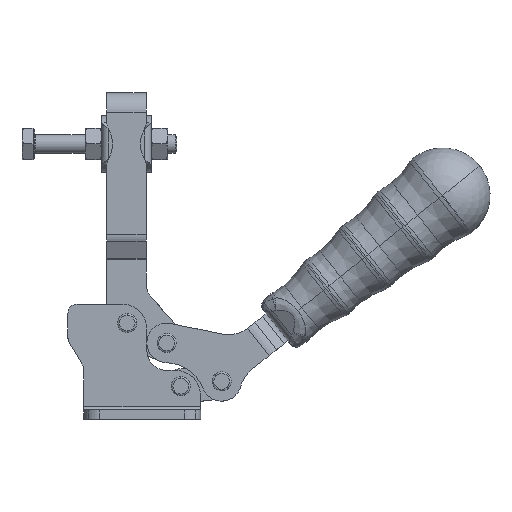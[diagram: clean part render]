
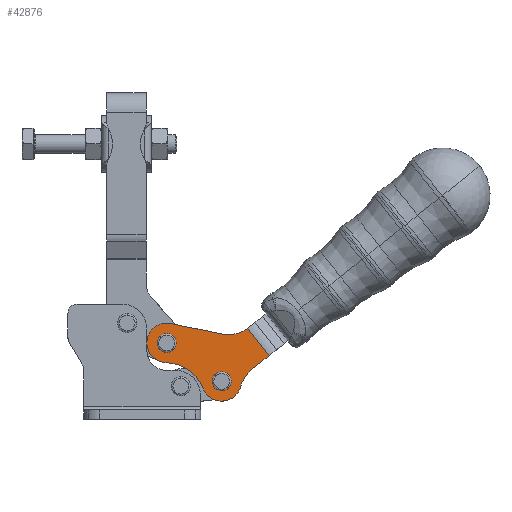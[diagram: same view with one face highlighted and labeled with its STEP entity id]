
A CAD part, front view. The second image highlights one B-rep face of the part: STEP entity #42876.
In plain terms, the highlighted free-form (B-spline) face has degree [1, 1] with [2, 2] control points.
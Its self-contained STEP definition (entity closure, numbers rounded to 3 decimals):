
#275=CARTESIAN_POINT('',(100.138,-74.78,-23.65));
#276=VERTEX_POINT('',#275);
#293=CARTESIAN_POINT('',(104.388,-74.78,-19.415));
#294=VERTEX_POINT('',#293);
#301=CARTESIAN_POINT('',(102.263,-74.78,-21.532));
#302=DIRECTION('',(0.,1.,0.));
#303=DIRECTION('',(-0.708,0.,-0.706));
#304=AXIS2_PLACEMENT_3D('',#301,#302,#303);
#305=CIRCLE('',#304,3.);
#306=EDGE_CURVE('',#276,#294,#305,.T.);
#884=CARTESIAN_POINT('',(82.726,-74.78,-11.468));
#885=VERTEX_POINT('',#884);
#902=CARTESIAN_POINT('',(86.977,-74.78,-7.233));
#903=VERTEX_POINT('',#902);
#910=CARTESIAN_POINT('',(84.851,-74.78,-9.35));
#911=DIRECTION('',(0.,1.,0.));
#912=DIRECTION('',(-0.708,0.,-0.706));
#913=AXIS2_PLACEMENT_3D('',#910,#911,#912);
#914=CIRCLE('',#913,3.0);
#915=EDGE_CURVE('',#885,#903,#914,.T.);
#4329=CARTESIAN_POINT('',(83.608,-74.78,-15.475));
#4330=VERTEX_POINT('',#4329);
#4346=CARTESIAN_POINT('',(84.69,-74.78,-15.598));
#4347=VERTEX_POINT('',#4346);
#4354=CARTESIAN_POINT('',(84.851,-74.78,-9.35));
#4355=DIRECTION('',(0.,-1.0,0.));
#4356=DIRECTION('',(0.199,0.,0.98));
#4357=AXIS2_PLACEMENT_3D('',#4354,#4355,#4356);
#4358=CIRCLE('',#4357,6.25);
#4359=EDGE_CURVE('',#4330,#4347,#4358,.T.);
#37140=CARTESIAN_POINT('',(117.302,-74.78,-13.395));
#37141=VERTEX_POINT('',#37140);
#37149=CARTESIAN_POINT('',(111.76,-74.78,-17.807));
#37150=VERTEX_POINT('',#37149);
#37151=CARTESIAN_POINT('',(111.76,-74.78,-17.807));
#37152=DIRECTION('',(0.782,0.0,0.623));
#37153=VECTOR('',#37152,7.084);
#37154=LINE('',#37151,#37153);
#37155=EDGE_CURVE('',#37150,#37141,#37154,.T.);
#42034=CARTESIAN_POINT('',(78.601,-74.78,-9.35));
#42035=VERTEX_POINT('',#42034);
#42036=CARTESIAN_POINT('',(84.851,-74.78,-9.35));
#42037=DIRECTION('',(0.,-1.0,0.));
#42038=DIRECTION('',(0.199,0.,0.98));
#42039=AXIS2_PLACEMENT_3D('',#42036,#42037,#42038);
#42040=CIRCLE('',#42039,6.25);
#42041=EDGE_CURVE('',#42035,#4330,#42040,.T.);
#42480=CARTESIAN_POINT('',(110.447,-74.78,-4.785));
#42481=VERTEX_POINT('',#42480);
#42538=CARTESIAN_POINT('',(110.447,-74.78,-4.785));
#42539=DIRECTION('',(0.623,0.0,-0.782));
#42540=VECTOR('',#42539,11.006);
#42541=LINE('',#42538,#42540);
#42542=EDGE_CURVE('',#42481,#37141,#42541,.T.);
#42611=CARTESIAN_POINT('',(108.311,-74.78,-23.109));
#42612=VERTEX_POINT('',#42611);
#42613=CARTESIAN_POINT('',(117.988,-74.78,-25.631));
#42614=DIRECTION('',(0.,1.0,0.));
#42615=DIRECTION('',(0.623,0.,-0.782));
#42616=AXIS2_PLACEMENT_3D('',#42613,#42614,#42615);
#42617=CIRCLE('',#42616,10.0);
#42618=EDGE_CURVE('',#42612,#37150,#42617,.T.);
#42657=CARTESIAN_POINT('',(96.449,-74.78,-23.825));
#42658=VERTEX_POINT('',#42657);
#42659=CARTESIAN_POINT('',(102.263,-74.78,-21.532));
#42660=DIRECTION('',(0.,-1.,0.));
#42661=DIRECTION('',(-0.93,0.,-0.367));
#42662=AXIS2_PLACEMENT_3D('',#42659,#42660,#42661);
#42663=CIRCLE('',#42662,6.25);
#42664=EDGE_CURVE('',#42658,#42612,#42663,.T.);
#42704=CARTESIAN_POINT('',(84.355,-74.78,-28.594));
#42705=DIRECTION('',(0.,1.,0.));
#42706=DIRECTION('',(-0.93,0.,-0.367));
#42707=AXIS2_PLACEMENT_3D('',#42704,#42705,#42706);
#42708=CIRCLE('',#42707,13.);
#42709=EDGE_CURVE('',#4347,#42658,#42708,.T.);
#42743=CARTESIAN_POINT('',(86.095,-74.78,-3.225));
#42744=VERTEX_POINT('',#42743);
#42745=CARTESIAN_POINT('',(84.851,-74.78,-9.35));
#42746=DIRECTION('',(0.,-1.0,0.));
#42747=DIRECTION('',(0.199,0.,0.98));
#42748=AXIS2_PLACEMENT_3D('',#42745,#42746,#42747);
#42749=CIRCLE('',#42748,6.25);
#42750=EDGE_CURVE('',#42744,#42035,#42749,.T.);
#42782=CARTESIAN_POINT('',(102.496,-74.78,-6.556));
#42783=VERTEX_POINT('',#42782);
#42784=CARTESIAN_POINT('',(102.496,-74.78,-6.556));
#42785=DIRECTION('',(-0.98,0.,0.199));
#42786=VECTOR('',#42785,16.736);
#42787=LINE('',#42784,#42786);
#42788=EDGE_CURVE('',#42783,#42744,#42787,.T.);
#42829=CARTESIAN_POINT('',(104.486,-74.78,3.244));
#42830=DIRECTION('',(0.,1.,0.));
#42831=DIRECTION('',(0.199,0.,0.98));
#42832=AXIS2_PLACEMENT_3D('',#42829,#42830,#42831);
#42833=CIRCLE('',#42832,10.);
#42834=EDGE_CURVE('',#42481,#42783,#42833,.T.);
#42839=CARTESIAN_POINT('',(66.575,-74.78,-12.674));
#42840=CARTESIAN_POINT('',(102.29,-74.78,15.757));
#42841=CARTESIAN_POINT('',(93.613,-74.78,-46.64));
#42842=CARTESIAN_POINT('',(129.328,-74.78,-18.208));
#42843=B_SPLINE_SURFACE_WITH_KNOTS('',1,1,((#42839,#42841),(#42840,#42842)),.UNSPECIFIED.,.F.,.F.,.U.,(2,2),(2,2),(0.0,45.65),(0.0,43.413),.UNSPECIFIED.);
#42844=ORIENTED_EDGE('',*,*,#42542,.F.);
#42845=ORIENTED_EDGE('',*,*,#42834,.T.);
#42846=ORIENTED_EDGE('',*,*,#42788,.T.);
#42847=ORIENTED_EDGE('',*,*,#42750,.T.);
#42848=ORIENTED_EDGE('',*,*,#42041,.T.);
#42849=ORIENTED_EDGE('',*,*,#4359,.T.);
#42850=ORIENTED_EDGE('',*,*,#42709,.T.);
#42851=ORIENTED_EDGE('',*,*,#42664,.T.);
#42852=ORIENTED_EDGE('',*,*,#42618,.T.);
#42853=ORIENTED_EDGE('',*,*,#37155,.T.);
#42854=EDGE_LOOP('',(#42844,#42845,#42846,#42847,#42848,#42849,#42850,#42851,#42852,#42853));
#42855=FACE_OUTER_BOUND('',#42854,.T.);
#42856=ORIENTED_EDGE('',*,*,#306,.T.);
#42857=CARTESIAN_POINT('',(102.263,-74.78,-21.532));
#42858=DIRECTION('',(0.,1.,0.));
#42859=DIRECTION('',(-0.708,0.,-0.706));
#42860=AXIS2_PLACEMENT_3D('',#42857,#42858,#42859);
#42861=CIRCLE('',#42860,3.);
#42862=EDGE_CURVE('',#294,#276,#42861,.T.);
#42863=ORIENTED_EDGE('',*,*,#42862,.T.);
#42864=EDGE_LOOP('',(#42856,#42863));
#42865=FACE_BOUND('',#42864,.T.);
#42866=ORIENTED_EDGE('',*,*,#915,.T.);
#42867=CARTESIAN_POINT('',(84.851,-74.78,-9.35));
#42868=DIRECTION('',(0.,1.,0.));
#42869=DIRECTION('',(-0.708,0.,-0.706));
#42870=AXIS2_PLACEMENT_3D('',#42867,#42868,#42869);
#42871=CIRCLE('',#42870,3.0);
#42872=EDGE_CURVE('',#903,#885,#42871,.T.);
#42873=ORIENTED_EDGE('',*,*,#42872,.T.);
#42874=EDGE_LOOP('',(#42866,#42873));
#42875=FACE_BOUND('',#42874,.T.);
#42876=ADVANCED_FACE('',(#42855,#42865,#42875),#42843,.F.);
